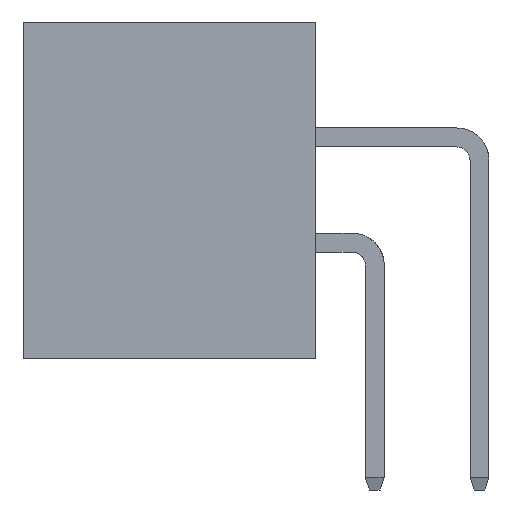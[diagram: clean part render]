
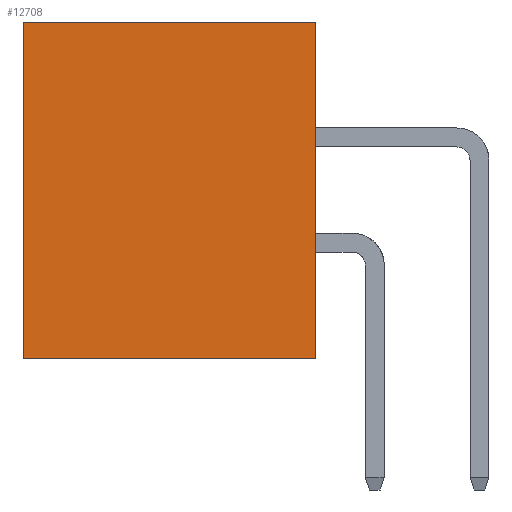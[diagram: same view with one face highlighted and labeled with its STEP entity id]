
A CAD part, left-side view. The second image highlights one B-rep face of the part: STEP entity #12708.
In plain terms, the highlighted planar face has unit normal (-1, 0, 0).
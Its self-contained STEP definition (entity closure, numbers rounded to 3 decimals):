
#11754=CARTESIAN_POINT('',(-11.395,3.55,-4.075));
#11755=VERTEX_POINT('',#11754);
#11765=CARTESIAN_POINT('',(-11.395,3.55,4.075));
#11766=VERTEX_POINT('',#11765);
#11767=CARTESIAN_POINT('',(-11.395,3.55,-4.075));
#11768=CARTESIAN_POINT('',(-11.395,3.55,-2.445));
#11769=CARTESIAN_POINT('',(-11.395,3.55,-0.815));
#11770=CARTESIAN_POINT('',(-11.395,3.55,0.815));
#11771=CARTESIAN_POINT('',(-11.395,3.55,2.445));
#11772=CARTESIAN_POINT('',(-11.395,3.55,4.075));
#11773=B_SPLINE_CURVE_WITH_KNOTS('',5,(#11767,#11768,#11769,#11770,#11771,#11772),.UNSPECIFIED.,.F.,.U.,(6,6),(0.,8.15),.UNSPECIFIED.);
#11774=EDGE_CURVE('',#11755,#11766,#11773,.T.);
#11965=CARTESIAN_POINT('',(-11.395,-3.55,4.075));
#11966=VERTEX_POINT('',#11965);
#11967=CARTESIAN_POINT('',(-11.395,3.55,4.075));
#11968=DIRECTION('',(0.,-1.,0.));
#11969=VECTOR('',#11968,7.1);
#11970=LINE('',#11967,#11969);
#11971=EDGE_CURVE('',#11766,#11966,#11970,.T.);
#12438=CARTESIAN_POINT('',(-11.395,-3.55,-4.075));
#12439=VERTEX_POINT('',#12438);
#12449=CARTESIAN_POINT('',(-11.395,-3.55,-4.075));
#12450=CARTESIAN_POINT('',(-11.395,-2.13,-4.075));
#12451=CARTESIAN_POINT('',(-11.395,-0.71,-4.075));
#12452=CARTESIAN_POINT('',(-11.395,0.71,-4.075));
#12453=CARTESIAN_POINT('',(-11.395,2.13,-4.075));
#12454=CARTESIAN_POINT('',(-11.395,3.55,-4.075));
#12455=B_SPLINE_CURVE_WITH_KNOTS('',5,(#12449,#12450,#12451,#12452,#12453,#12454),.UNSPECIFIED.,.F.,.U.,(6,6),(0.,7.1),.UNSPECIFIED.);
#12456=EDGE_CURVE('',#12439,#11755,#12455,.T.);
#12689=CARTESIAN_POINT('',(-11.395,0.,0.));
#12690=DIRECTION('',(0.,0.,1.));
#12691=DIRECTION('',(-1.,0.,0.));
#12692=AXIS2_PLACEMENT_3D('',#12689,#12691,#12690);
#12693=PLANE('',#12692);
#12694=ORIENTED_EDGE('',*,*,#11971,.F.);
#12695=ORIENTED_EDGE('',*,*,#11774,.F.);
#12696=ORIENTED_EDGE('',*,*,#12456,.F.);
#12697=CARTESIAN_POINT('',(-11.395,-3.55,-4.075));
#12698=CARTESIAN_POINT('',(-11.395,-3.55,-2.445));
#12699=CARTESIAN_POINT('',(-11.395,-3.55,-0.815));
#12700=CARTESIAN_POINT('',(-11.395,-3.55,0.815));
#12701=CARTESIAN_POINT('',(-11.395,-3.55,2.445));
#12702=CARTESIAN_POINT('',(-11.395,-3.55,4.075));
#12703=B_SPLINE_CURVE_WITH_KNOTS('',5,(#12697,#12698,#12699,#12700,#12701,#12702),.UNSPECIFIED.,.F.,.U.,(6,6),(0.,8.15),.UNSPECIFIED.);
#12704=EDGE_CURVE('',#12439,#11966,#12703,.T.);
#12705=ORIENTED_EDGE('',*,*,#12704,.T.);
#12706=EDGE_LOOP('',(#12694,#12695,#12696,#12705));
#12707=FACE_OUTER_BOUND('',#12706,.T.);
#12708=ADVANCED_FACE('',(#12707),#12693,.T.);
